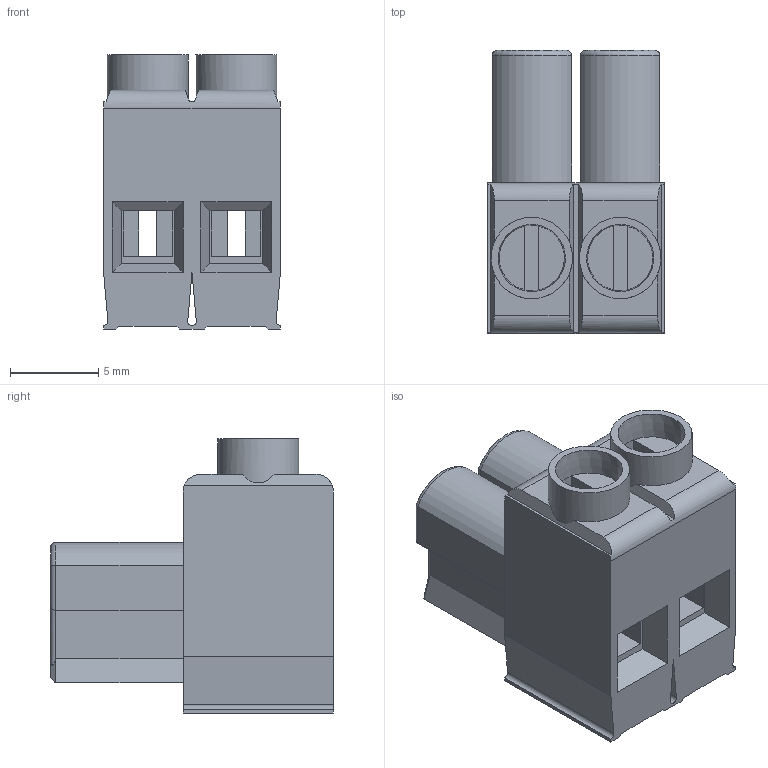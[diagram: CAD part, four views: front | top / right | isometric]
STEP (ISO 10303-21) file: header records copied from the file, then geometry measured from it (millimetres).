
FILE_DESCRIPTION(/* description */ ('Unknown'),/* implementation_level */ '2;1');
FILE_NAME(/* name */ '691385700002',/* time_stamp */ '2016-06-14T16:21:23+02:00',/* author */ ('Unknown'),/* organization */ ('Unknown'),/* preprocessor_version */ 'ST-DEVELOPER v16.7',/* originating_system */ 'DEX',/* authorisation */ $);
FILE_SCHEMA (('AUTOMOTIVE_DESIGN {1 0 10303 214 3 1 1}'));
Length unit declared in the file: millimetre
Products named in the file (1): 691385700002
Bounding box: 10 x 16 x 15.5 mm (x, y, z)
Volume: 1293.3 mm3; surface area: 1581.2 mm2
Topology: 1 solids, 1 shells, 159 faces, 433 edges, 278 vertices
Faces by surface type: plane 112, cylinder 43, cone 2, torus 2
Full cylindrical faces by diameter (mm): 4.6 x2
Entity records: 6208 total; most frequent: CARTESIAN_POINT 1003, ORIENTED_EDGE 850, DIRECTION 849, EDGE_CURVE 425, LINE 313, VECTOR 313, VERTEX_POINT 274, AXIS2_PLACEMENT_3D 268
